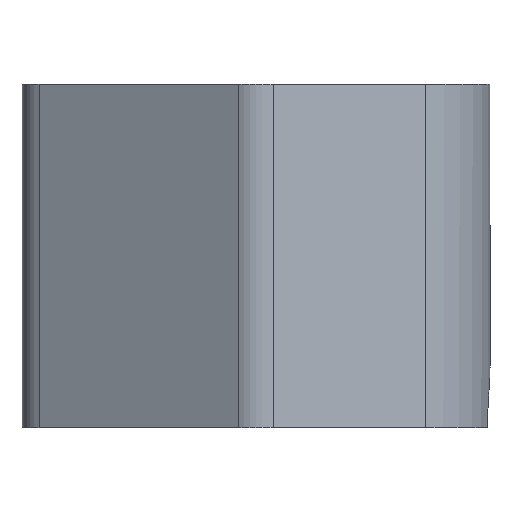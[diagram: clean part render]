
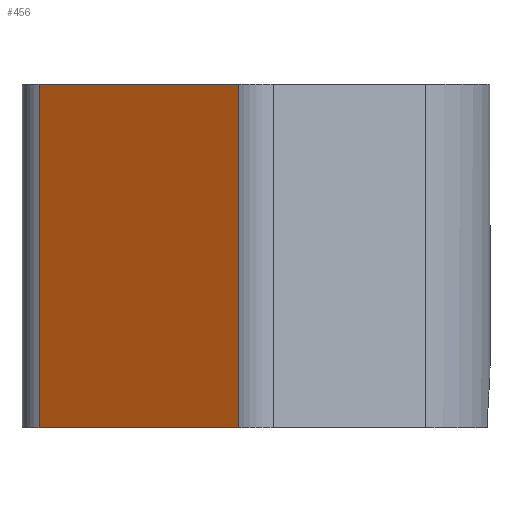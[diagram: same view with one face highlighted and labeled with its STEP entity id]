
A CAD part, left-side view. The second image highlights one B-rep face of the part: STEP entity #456.
In plain terms, the highlighted planar face has unit normal (-0.866, 0.5, 0).
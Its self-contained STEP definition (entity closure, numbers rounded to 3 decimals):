
#65=FACE_OUTER_BOUND('',#88,.T.);
#88=EDGE_LOOP('',(#356,#357,#358,#359));
#134=LINE('',#791,#178);
#135=LINE('',#793,#179);
#136=LINE('',#795,#180);
#137=LINE('',#796,#181);
#178=VECTOR('',#612,26.804);
#179=VECTOR('',#613,40.);
#180=VECTOR('',#614,26.804);
#181=VECTOR('',#615,40.);
#226=VERTEX_POINT('',#789);
#227=VERTEX_POINT('',#790);
#228=VERTEX_POINT('',#792);
#229=VERTEX_POINT('',#794);
#280=EDGE_CURVE('',#226,#227,#134,.T.);
#281=EDGE_CURVE('',#226,#228,#135,.T.);
#282=EDGE_CURVE('',#228,#229,#136,.T.);
#283=EDGE_CURVE('',#229,#227,#137,.T.);
#356=ORIENTED_EDGE('',*,*,#280,.F.);
#357=ORIENTED_EDGE('',*,*,#281,.T.);
#358=ORIENTED_EDGE('',*,*,#282,.T.);
#359=ORIENTED_EDGE('',*,*,#283,.T.);
#438=PLANE('',#504);
#456=ADVANCED_FACE('',(#65),#438,.T.);
#504=AXIS2_PLACEMENT_3D('',#788,#610,#611);
#610=DIRECTION('center_axis',(-0.866,0.5,0.));
#611=DIRECTION('ref_axis',(-0.5,-0.866,0.));
#612=DIRECTION('',(-0.5,-0.866,0.));
#613=DIRECTION('',(0.,0.,-1.));
#614=DIRECTION('',(-0.5,-0.866,0.));
#615=DIRECTION('',(0.,0.,1.));
#788=CARTESIAN_POINT('Origin',(21.433,70.606,29.04));
#789=CARTESIAN_POINT('',(28.134,82.213,38.04));
#790=CARTESIAN_POINT('',(14.732,59.,38.04));
#791=CARTESIAN_POINT('',(28.134,82.213,38.04));
#792=CARTESIAN_POINT('',(28.134,82.213,-1.96));
#793=CARTESIAN_POINT('',(28.134,82.213,38.04));
#794=CARTESIAN_POINT('',(14.732,59.,-1.96));
#795=CARTESIAN_POINT('',(28.134,82.213,-1.96));
#796=CARTESIAN_POINT('',(14.732,59.,-1.96));
